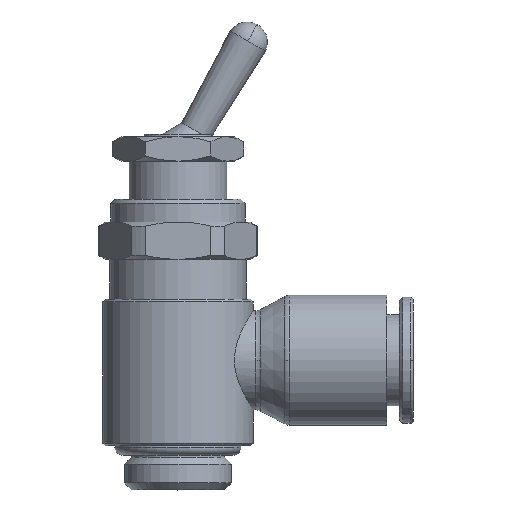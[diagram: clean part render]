
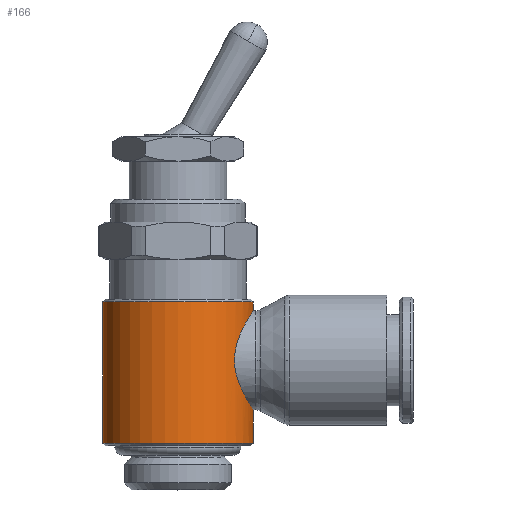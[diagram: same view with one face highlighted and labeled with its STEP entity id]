
A CAD part, top view. The second image highlights one B-rep face of the part: STEP entity #166.
In plain terms, the highlighted cylindrical face has radius 9.25 mm (diameter 18.5 mm), a partial arc.
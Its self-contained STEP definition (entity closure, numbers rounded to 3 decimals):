
#166=ADVANCED_FACE('',(#421),#422,.T.);
#421=FACE_OUTER_BOUND('',#726,.T.);
#422=CYLINDRICAL_SURFACE('',#727,9.25);
#726=EDGE_LOOP('',(#1600,#1601,#1602,#1603,#1604,#1605));
#727=AXIS2_PLACEMENT_3D('',#1606,#1607,#1608);
#1600=ORIENTED_EDGE('',*,*,#1968,.T.);
#1601=ORIENTED_EDGE('',*,*,#2018,.T.);
#1602=ORIENTED_EDGE('',*,*,#1971,.T.);
#1603=ORIENTED_EDGE('',*,*,#2180,.F.);
#1604=ORIENTED_EDGE('',*,*,#1970,.T.);
#1605=ORIENTED_EDGE('',*,*,#2178,.T.);
#1606=CARTESIAN_POINT('',(0.0,14.45,0.0));
#1607=DIRECTION('',(-0.0,1.0,0.0));
#1608=DIRECTION('',(1.0,0.0,0.0));
#1968=EDGE_CURVE('',#2340,#2341,#2342,.T.);
#1970=EDGE_CURVE('',#2335,#2343,#2345,.T.);
#1971=EDGE_CURVE('',#2346,#2332,#2347,.T.);
#2018=EDGE_CURVE('',#2341,#2346,#2431,.T.);
#2178=EDGE_CURVE('',#2343,#2340,#2678,.T.);
#2180=EDGE_CURVE('',#2335,#2332,#2680,.T.);
#2332=VERTEX_POINT('',#2927);
#2335=VERTEX_POINT('',#2931);
#2340=VERTEX_POINT('',#2937);
#2341=VERTEX_POINT('',#2938);
#2342=LINE('',#2939,#2940);
#2343=VERTEX_POINT('',#2941);
#2345=LINE('',#2943,#2944);
#2346=VERTEX_POINT('',#2945);
#2347=LINE('',#2946,#2947);
#2431=B_SPLINE_CURVE_WITH_KNOTS('',3,(#3124,#3125,#3126,#3127,#3128,#3129,#3130,#3131,#3132,#3133,#3134,#3135,#3136,#3137,#3138,#3139,#3140,#3141,#3142,#3143,#3144,#3145,#3146,#3147,#3148,#3149,#3150,#3151,#3152,#3153,#3154,#3155,#3156,#3157),.UNSPECIFIED.,.F.,.F.,(4,2,2,2,2,2,2,2,2,2,2,2,2,2,2,2,4),(9.563,10.752,11.941,13.131,14.32,15.521,16.723,17.925,19.126,20.328,21.529,22.731,23.933,25.122,26.311,27.5,28.689),.UNSPECIFIED.);
#2678=CIRCLE('',#3839,9.25);
#2680=CIRCLE('',#3841,9.25);
#2927=CARTESIAN_POINT('',(9.25,23.15,0.0));
#2931=CARTESIAN_POINT('',(-9.25,23.15,0.));
#2937=CARTESIAN_POINT('',(9.25,5.75,0.0));
#2938=CARTESIAN_POINT('',(9.25,9.85,0.));
#2939=CARTESIAN_POINT('',(9.25,14.45,0.));
#2940=VECTOR('',#4333,1.0);
#2941=CARTESIAN_POINT('',(-9.25,5.75,0.));
#2943=CARTESIAN_POINT('',(-9.25,14.45,0.));
#2944=VECTOR('',#4337,1.0);
#2945=CARTESIAN_POINT('',(9.25,22.05,0.));
#2946=CARTESIAN_POINT('',(9.25,14.45,0.));
#2947=VECTOR('',#4338,1.0);
#3124=CARTESIAN_POINT('',(9.25,9.85,0.));
#3125=CARTESIAN_POINT('',(9.25,9.85,0.396));
#3126=CARTESIAN_POINT('',(9.224,9.889,0.802));
#3127=CARTESIAN_POINT('',(9.119,10.05,1.602));
#3128=CARTESIAN_POINT('',(9.04,10.171,1.996));
#3129=CARTESIAN_POINT('',(8.842,10.487,2.745));
#3130=CARTESIAN_POINT('',(8.722,10.681,3.1));
#3131=CARTESIAN_POINT('',(8.462,11.125,3.753));
#3132=CARTESIAN_POINT('',(8.321,11.374,4.051));
#3133=CARTESIAN_POINT('',(8.043,11.902,4.579));
#3134=CARTESIAN_POINT('',(7.894,12.201,4.829));
#3135=CARTESIAN_POINT('',(7.606,12.854,5.271));
#3136=CARTESIAN_POINT('',(7.466,13.208,5.464));
#3137=CARTESIAN_POINT('',(7.226,13.952,5.778));
#3138=CARTESIAN_POINT('',(7.126,14.344,5.899));
#3139=CARTESIAN_POINT('',(6.989,15.142,6.06));
#3140=CARTESIAN_POINT('',(6.953,15.549,6.1));
#3141=CARTESIAN_POINT('',(6.953,16.351,6.1));
#3142=CARTESIAN_POINT('',(6.989,16.758,6.06));
#3143=CARTESIAN_POINT('',(7.126,17.556,5.899));
#3144=CARTESIAN_POINT('',(7.226,17.948,5.778));
#3145=CARTESIAN_POINT('',(7.466,18.692,5.464));
#3146=CARTESIAN_POINT('',(7.606,19.046,5.271));
#3147=CARTESIAN_POINT('',(7.894,19.699,4.829));
#3148=CARTESIAN_POINT('',(8.043,19.998,4.579));
#3149=CARTESIAN_POINT('',(8.321,20.526,4.051));
#3150=CARTESIAN_POINT('',(8.462,20.775,3.753));
#3151=CARTESIAN_POINT('',(8.722,21.219,3.1));
#3152=CARTESIAN_POINT('',(8.842,21.413,2.745));
#3153=CARTESIAN_POINT('',(9.04,21.729,1.996));
#3154=CARTESIAN_POINT('',(9.119,21.85,1.602));
#3155=CARTESIAN_POINT('',(9.224,22.011,0.802));
#3156=CARTESIAN_POINT('',(9.25,22.05,0.396));
#3157=CARTESIAN_POINT('',(9.25,22.05,0.));
#3839=AXIS2_PLACEMENT_3D('',#4750,#4751,#4752);
#3841=AXIS2_PLACEMENT_3D('',#4756,#4757,#4758);
#4333=DIRECTION('',(0.0,1.0,0.0));
#4337=DIRECTION('',(-0.0,-1.0,-0.0));
#4338=DIRECTION('',(0.0,1.0,0.0));
#4750=CARTESIAN_POINT('',(0.0,5.75,0.0));
#4751=DIRECTION('',(-0.0,1.0,0.0));
#4752=DIRECTION('',(1.0,0.0,0.0));
#4756=CARTESIAN_POINT('',(0.0,23.15,0.0));
#4757=DIRECTION('',(-0.0,1.0,0.0));
#4758=DIRECTION('',(1.0,0.0,0.0));
